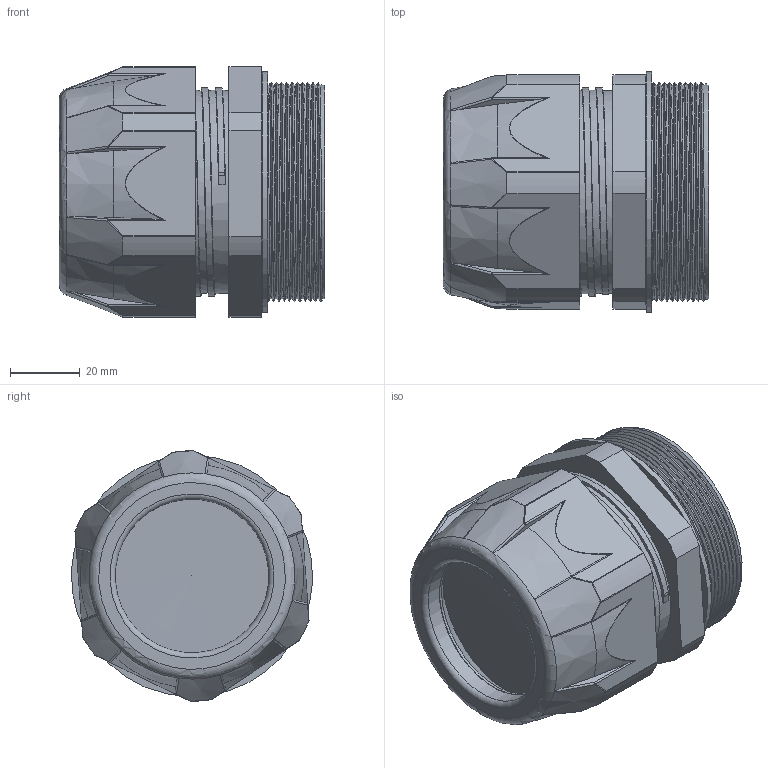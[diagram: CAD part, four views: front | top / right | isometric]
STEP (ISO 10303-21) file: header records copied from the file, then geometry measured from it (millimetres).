
FILE_DESCRIPTION(/* description */ ('Euro-Top-X-4.Generation M63x1,5, Ex i'),/* implementation_level */ '2;1');
FILE_NAME(/* name */ '84080563X4HI-RST.stp',/* time_stamp */ '2020-02-24T08:20:12+01:00',/* author */ ('sl'),/* organization */ (''),/* preprocessor_version */ 'ST-DEVELOPER v16.5',/* originating_system */ 'Autodesk Inventor 2017',/* authorisation */ '');
FILE_SCHEMA (('AUTOMOTIVE_DESIGN { 1 0 10303 214 3 1 1 }'));
Length unit declared in the file: millimetre
Products named in the file (6): 84080563X4HI; 85080563X4HI; 85080563X4HISI; 84080563X4HI_1; 85080563X4HISI_1; 85080563X4HI_1
Assembly tree (5 placements, depth 2):
  84080563X4HI
    85080563X4HI
    85080563X4HISI
    84080563X4HI_1
    85080563X4HISI_1
    85080563X4HI_1
Bounding box: 75.98 x 69.03 x 71.75 mm (x, y, z)
Volume: 105617.3 mm3; surface area: 63051.4 mm2
Topology: 5 solids, 5 shells, 393 faces, 1044 edges, 669 vertices
Faces by surface type: plane 143, cylinder 131, torus 37, bspline 36, sphere 24, cone 22
Full cylindrical faces by diameter (mm): 44 x2, 44.4 x2, 44.5 x1, 50.55 x1, 51.1 x1, 51.7 x1, 53.12 x1, 55.6 x1, 58.278 x4, 59 x5, 60.522 x6, 61 x1, 61.438 x11, 69.12 x1
Entity records: 16627 total; most frequent: CARTESIAN_POINT 7371, DIRECTION 1888, ORIENTED_EDGE 1870, EDGE_CURVE 935, AXIS2_PLACEMENT_3D 766, VERTEX_POINT 613, EDGE_LOOP 416, CIRCLE 405
